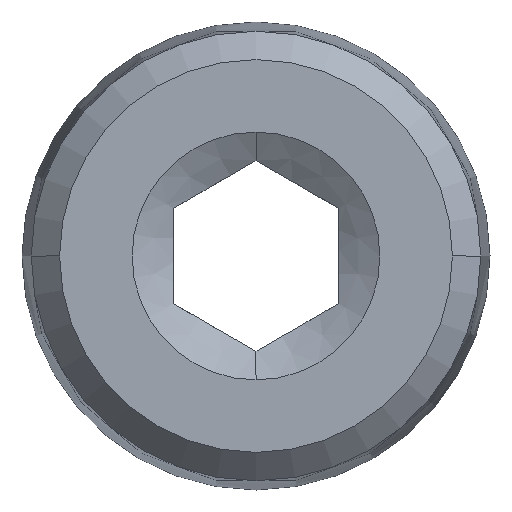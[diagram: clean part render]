
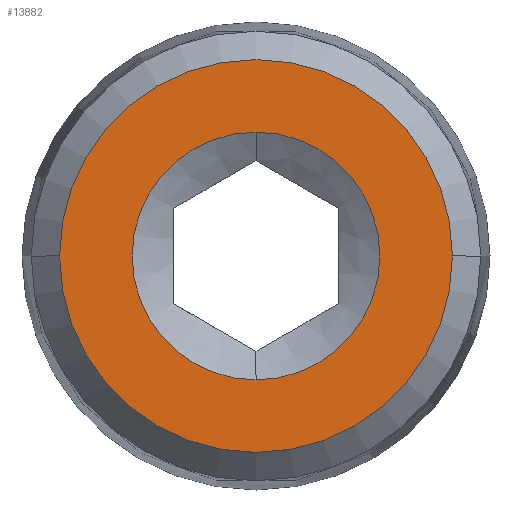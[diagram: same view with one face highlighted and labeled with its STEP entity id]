
A CAD part, front view. The second image highlights one B-rep face of the part: STEP entity #13882.
In plain terms, the highlighted planar face has unit normal (0, -1, 0).
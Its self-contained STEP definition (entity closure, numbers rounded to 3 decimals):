
#305=CARTESIAN_POINT('',(7.132,-16.5,0.));
#306=VERTEX_POINT('',#305);
#313=CARTESIAN_POINT('',(-7.132,-16.5,0.));
#314=VERTEX_POINT('',#313);
#315=CARTESIAN_POINT('',(0.0,-16.5,0.));
#316=DIRECTION('',(0.0,1.0,0.0));
#317=DIRECTION('',(1.0,0.0,0.0));
#318=AXIS2_PLACEMENT_3D('',#315,#316,#317);
#319=CIRCLE('',#318,7.132);
#320=EDGE_CURVE('',#306,#314,#319,.T.);
#1306=CARTESIAN_POINT('',(0.0,-16.5,-4.5));
#1307=VERTEX_POINT('',#1306);
#1323=CARTESIAN_POINT('',(0.,-16.5,4.5));
#1324=VERTEX_POINT('',#1323);
#1331=CARTESIAN_POINT('',(0.0,-16.5,0.));
#1332=DIRECTION('',(0.0,1.0,0.0));
#1333=DIRECTION('',(0.0,0.0,-1.0));
#1334=AXIS2_PLACEMENT_3D('',#1331,#1332,#1333);
#1335=CIRCLE('',#1334,4.5);
#1336=EDGE_CURVE('',#1307,#1324,#1335,.T.);
#1475=CARTESIAN_POINT('',(0.0,-16.5,0.));
#1476=DIRECTION('',(0.0,1.0,0.0));
#1477=DIRECTION('',(0.0,0.0,-1.0));
#1478=AXIS2_PLACEMENT_3D('',#1475,#1476,#1477);
#1479=CIRCLE('',#1478,4.5);
#1480=EDGE_CURVE('',#1324,#1307,#1479,.T.);
#13859=CARTESIAN_POINT('',(0.0,-16.5,0.));
#13860=DIRECTION('',(0.0,1.0,0.0));
#13861=DIRECTION('',(1.0,0.0,0.0));
#13862=AXIS2_PLACEMENT_3D('',#13859,#13860,#13861);
#13863=CIRCLE('',#13862,7.132);
#13864=EDGE_CURVE('',#314,#306,#13863,.T.);
#13869=CARTESIAN_POINT('',(-3.566,-16.5,0.));
#13870=DIRECTION('',(0.0,-1.0,0.0));
#13871=DIRECTION('',(0.0,0.0,-1.0));
#13872=AXIS2_PLACEMENT_3D('',#13869,#13870,#13871);
#13873=PLANE('',#13872);
#13874=ORIENTED_EDGE('',*,*,#13864,.F.);
#13875=ORIENTED_EDGE('',*,*,#320,.F.);
#13876=EDGE_LOOP('',(#13874,#13875));
#13877=FACE_OUTER_BOUND('',#13876,.T.);
#13878=ORIENTED_EDGE('',*,*,#1336,.T.);
#13879=ORIENTED_EDGE('',*,*,#1480,.T.);
#13880=EDGE_LOOP('',(#13878,#13879));
#13881=FACE_BOUND('',#13880,.T.);
#13882=ADVANCED_FACE('',(#13877,#13881),#13873,.T.);
